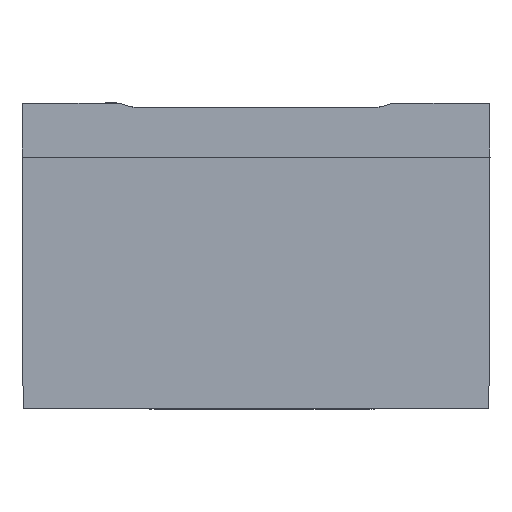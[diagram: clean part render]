
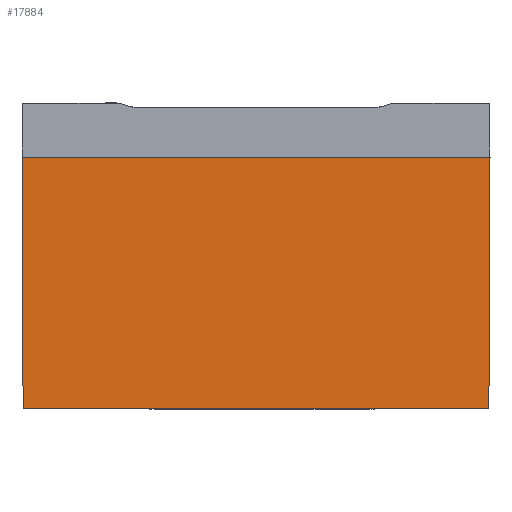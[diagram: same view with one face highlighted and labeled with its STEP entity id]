
A CAD part, front view. The second image highlights one B-rep face of the part: STEP entity #17884.
In plain terms, the highlighted planar face has unit normal (0, -1, -0.004).
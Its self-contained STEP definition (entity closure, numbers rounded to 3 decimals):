
#1079 = EDGE_CURVE ( 'NONE', #18696, #8678, #1119, .T. ) ;
#1119 = LINE ( 'NONE', #33711, #20884 ) ;
#7163 = EDGE_CURVE ( 'NONE', #32149, #25426, #9715, .T. ) ;
#8180 = LINE ( 'NONE', #37335, #11942 ) ;
#8678 = VERTEX_POINT ( 'NONE', #12886 ) ;
#9715 = LINE ( 'NONE', #9904, #30580 ) ;
#9835 = CARTESIAN_POINT ( 'NONE',  ( 0.469, -125.531, 0. ) ) ;
#9904 = CARTESIAN_POINT ( 'NONE',  ( 200., -126., 107.5 ) ) ;
#10116 = DIRECTION ( 'NONE',  ( -0.004, -0.004, 1. ) ) ;
#11884 = CARTESIAN_POINT ( 'NONE',  ( 199.531, -125.531, 0. ) ) ;
#11942 = VECTOR ( 'NONE', #16973, 1000. ) ;
#12772 = DIRECTION ( 'NONE',  ( -0.004, 0.004, -1. ) ) ;
#12886 = CARTESIAN_POINT ( 'NONE',  ( 0., -126., 107.5 ) ) ;
#13216 = ORIENTED_EDGE ( 'NONE', *, *, #1079, .F. ) ;
#13827 = LINE ( 'NONE', #28596, #35588 ) ;
#15268 = CARTESIAN_POINT ( 'NONE',  ( 200., -126., 107.5 ) ) ;
#15481 = CARTESIAN_POINT ( 'NONE',  ( 200., -126., 107.5 ) ) ;
#16973 = DIRECTION ( 'NONE',  ( 1., 0., 0. ) ) ;
#17884 = ADVANCED_FACE ( 'NONE', ( #35839 ), #35269, .T. ) ;
#18696 = VERTEX_POINT ( 'NONE', #9835 ) ;
#20492 = EDGE_CURVE ( 'NONE', #18696, #25426, #8180, .T. ) ;
#20884 = VECTOR ( 'NONE', #10116, 1000. ) ;
#21230 = DIRECTION ( 'NONE',  ( 0., -1., -0.004 ) ) ;
#21339 = ORIENTED_EDGE ( 'NONE', *, *, #25272, .F. ) ;
#22484 = ORIENTED_EDGE ( 'NONE', *, *, #20492, .T. ) ;
#25272 = EDGE_CURVE ( 'NONE', #8678, #32149, #13827, .T. ) ;
#25426 = VERTEX_POINT ( 'NONE', #11884 ) ;
#28596 = CARTESIAN_POINT ( 'NONE',  ( 200., -126., 107.5 ) ) ;
#30580 = VECTOR ( 'NONE', #12772, 1000. ) ;
#32149 = VERTEX_POINT ( 'NONE', #15481 ) ;
#32960 = DIRECTION ( 'NONE',  ( 0., -0.004, 1. ) ) ;
#33711 = CARTESIAN_POINT ( 'NONE',  ( 0.004, -125.996, 106.627 ) ) ;
#34549 = DIRECTION ( 'NONE',  ( 1., 0., 0. ) ) ;
#35269 = PLANE ( 'NONE',  #35498 ) ;
#35498 = AXIS2_PLACEMENT_3D ( 'NONE', #15268, #21230, #32960 ) ;
#35588 = VECTOR ( 'NONE', #34549, 1000. ) ;
#35839 = FACE_OUTER_BOUND ( 'NONE', #36016, .T. ) ;
#36016 = EDGE_LOOP ( 'NONE', ( #22484, #37875, #21339, #13216 ) ) ;
#37335 = CARTESIAN_POINT ( 'NONE',  ( 100., -125.531, 0. ) ) ;
#37875 = ORIENTED_EDGE ( 'NONE', *, *, #7163, .F. ) ;
